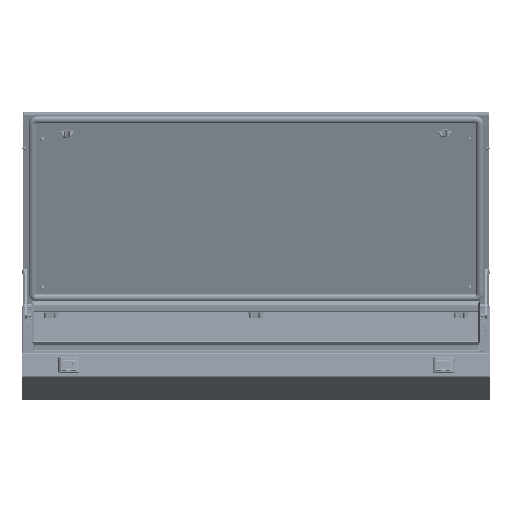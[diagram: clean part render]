
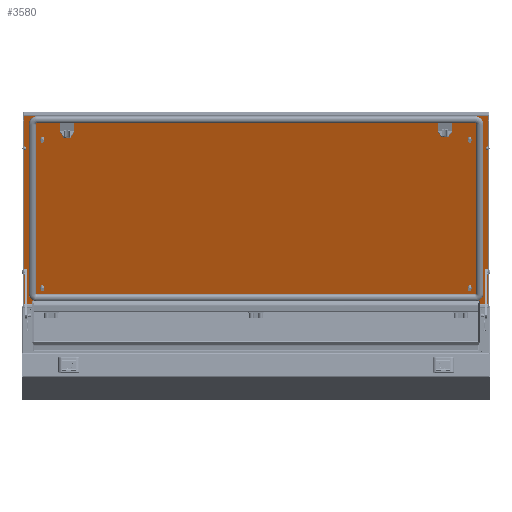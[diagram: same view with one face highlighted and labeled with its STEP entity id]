
A CAD part, front view. The second image highlights one B-rep face of the part: STEP entity #3580.
In plain terms, the highlighted face is planar.
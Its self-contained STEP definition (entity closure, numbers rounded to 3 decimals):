
#3580 = ADVANCED_FACE ( 'NONE', ( #93665 ), #107581, .T. ) ;
#9776 = AXIS2_PLACEMENT_3D ( 'NONE', #107582, #107583, #107584 ) ;
#14910 = EDGE_CURVE ( 'NONE', #75118, #75186, #22532, .T. ) ;
#14912 = EDGE_CURVE ( 'NONE', #75186, #98282, #22534, .T. ) ;
#14914 = EDGE_CURVE ( 'NONE', #98282, #98339, #22539, .T. ) ;
#14916 = EDGE_CURVE ( 'NONE', #98339, #75118, #22542, .T. ) ;
#22532 = LINE ( 'NONE', #118436, #22535 ) ;
#22534 = LINE ( 'NONE', #118441, #22538 ) ;
#22535 = VECTOR ( 'NONE', #118438, 1000. ) ;
#22538 = VECTOR ( 'NONE', #118437, 1000. ) ;
#22539 = LINE ( 'NONE', #118439, #22541 ) ;
#22541 = VECTOR ( 'NONE', #118440, 1000. ) ;
#22542 = LINE ( 'NONE', #118450, #22545 ) ;
#22545 = VECTOR ( 'NONE', #118451, 1000. ) ;
#65950 = CARTESIAN_POINT ( 'NONE',  ( -218.5, -495.5, 2. ) ) ;
#66129 = CARTESIAN_POINT ( 'NONE',  ( -218.5, 495.5, 2. ) ) ;
#75118 = VERTEX_POINT ( 'NONE', #65950 ) ;
#75186 = VERTEX_POINT ( 'NONE', #66129 ) ;
#79134 = ORIENTED_EDGE ( 'NONE', *, *, #14916, .F. ) ;
#79138 = ORIENTED_EDGE ( 'NONE', *, *, #14914, .F. ) ;
#79141 = ORIENTED_EDGE ( 'NONE', *, *, #14912, .F. ) ;
#79145 = ORIENTED_EDGE ( 'NONE', *, *, #14910, .F. ) ;
#93665 = FACE_OUTER_BOUND ( 'NONE', #130229, .T. ) ;
#98282 = VERTEX_POINT ( 'NONE', #111224 ) ;
#98339 = VERTEX_POINT ( 'NONE', #111242 ) ;
#107581 = PLANE ( 'NONE',  #9776 ) ;
#107582 = CARTESIAN_POINT ( 'NONE',  ( -219.5, -496.5, 2. ) ) ;
#107583 = DIRECTION ( 'NONE',  ( 0., 0., 1. ) ) ;
#107584 = DIRECTION ( 'NONE',  ( 1., 0., 0. ) ) ;
#111224 = CARTESIAN_POINT ( 'NONE',  ( 218.5, 495.5, 2. ) ) ;
#111242 = CARTESIAN_POINT ( 'NONE',  ( 218.5, -495.5, 2. ) ) ;
#118436 = CARTESIAN_POINT ( 'NONE',  ( -218.5, -495.5, 2. ) ) ;
#118437 = DIRECTION ( 'NONE',  ( 1., 0., 0. ) ) ;
#118438 = DIRECTION ( 'NONE',  ( 0., 1., 0. ) ) ;
#118439 = CARTESIAN_POINT ( 'NONE',  ( 218.5, 495.5, 2. ) ) ;
#118440 = DIRECTION ( 'NONE',  ( 0., -1., 0. ) ) ;
#118441 = CARTESIAN_POINT ( 'NONE',  ( -219.5, 495.5, 2. ) ) ;
#118450 = CARTESIAN_POINT ( 'NONE',  ( 219.5, -495.5, 2. ) ) ;
#118451 = DIRECTION ( 'NONE',  ( -1., 0., 0. ) ) ;
#130229 = EDGE_LOOP ( 'NONE', ( #79134, #79138, #79141, #79145 ) ) ;
